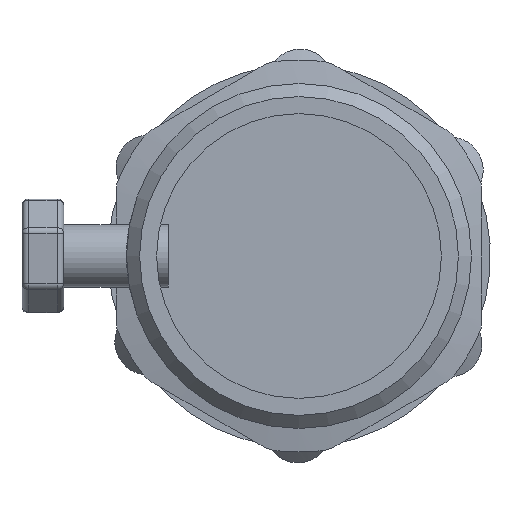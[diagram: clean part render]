
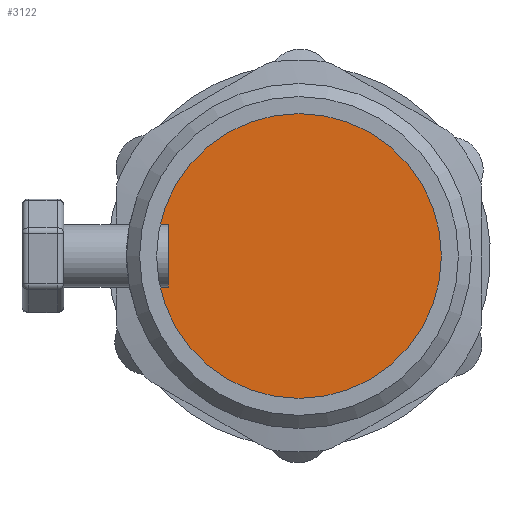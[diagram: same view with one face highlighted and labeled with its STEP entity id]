
A CAD part, front view. The second image highlights one B-rep face of the part: STEP entity #3122.
In plain terms, the highlighted planar face has unit normal (0, -1, 0).
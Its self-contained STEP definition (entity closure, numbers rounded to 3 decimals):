
#222=PLANE('',#3418);
#767=FACE_OUTER_BOUND('',#954,.T.);
#954=EDGE_LOOP('',(#2337));
#1116=CIRCLE('',#3419,10.9);
#1310=VERTEX_POINT('',#4875);
#1687=EDGE_CURVE('',#1310,#1310,#1116,.T.);
#2337=ORIENTED_EDGE('',*,*,#1687,.F.);
#3122=ADVANCED_FACE('',(#767),#222,.F.);
#3418=AXIS2_PLACEMENT_3D('',#4874,#4033,#4034);
#3419=AXIS2_PLACEMENT_3D('',#4876,#4035,#4036);
#4033=DIRECTION('center_axis',(0.,1.,0.));
#4034=DIRECTION('ref_axis',(0.,0.,1.));
#4035=DIRECTION('center_axis',(0.,1.,0.));
#4036=DIRECTION('ref_axis',(1.,0.,0.));
#4874=CARTESIAN_POINT('Origin',(0.,12.,0.));
#4875=CARTESIAN_POINT('',(10.9,12.,0.));
#4876=CARTESIAN_POINT('Origin',(0.,12.,0.));
